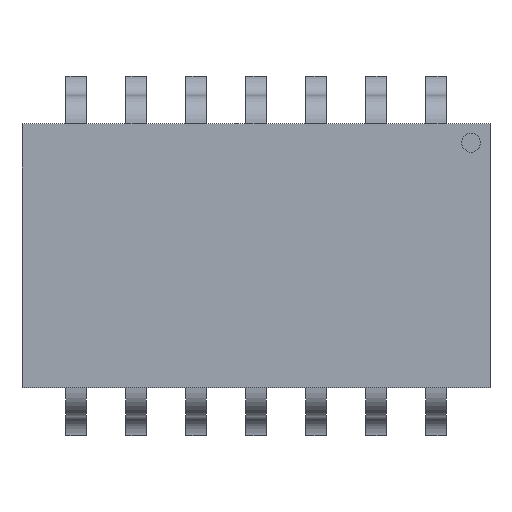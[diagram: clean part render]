
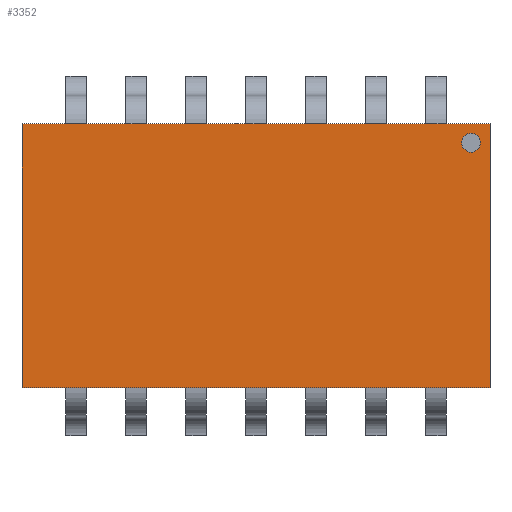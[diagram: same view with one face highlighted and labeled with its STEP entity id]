
A CAD part, top view. The second image highlights one B-rep face of the part: STEP entity #3352.
In plain terms, the highlighted free-form (B-spline) face has degree [3, 3] with [4, 4] control points.
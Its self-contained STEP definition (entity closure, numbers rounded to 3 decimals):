
#3352 = ADVANCED_FACE('',(#3353,#3387),#3398,.T.);
#3353 = FACE_BOUND('',#3354,.T.);
#3354 = EDGE_LOOP('',(#3355,#3365,#3373,#3381));
#3355 = ORIENTED_EDGE('',*,*,#3356,.F.);
#3356 = EDGE_CURVE('',#3357,#3359,#3361,.T.);
#3357 = VERTEX_POINT('',#3358);
#3358 = CARTESIAN_POINT('',(-4.955,-2.795,2.16));
#3359 = VERTEX_POINT('',#3360);
#3360 = CARTESIAN_POINT('',(-4.955,2.795,2.16));
#3361 = LINE('',#3362,#3363);
#3362 = CARTESIAN_POINT('',(-4.955,-2.795,2.16));
#3363 = VECTOR('',#3364,1.);
#3364 = DIRECTION('',(0.,1.,0.));
#3365 = ORIENTED_EDGE('',*,*,#3366,.F.);
#3366 = EDGE_CURVE('',#3367,#3357,#3369,.T.);
#3367 = VERTEX_POINT('',#3368);
#3368 = CARTESIAN_POINT('',(4.955,-2.795,2.16));
#3369 = LINE('',#3370,#3371);
#3370 = CARTESIAN_POINT('',(-4.955,-2.795,2.16));
#3371 = VECTOR('',#3372,1.);
#3372 = DIRECTION('',(-1.,-0.,-0.));
#3373 = ORIENTED_EDGE('',*,*,#3374,.F.);
#3374 = EDGE_CURVE('',#3375,#3367,#3377,.T.);
#3375 = VERTEX_POINT('',#3376);
#3376 = CARTESIAN_POINT('',(4.955,2.795,2.16));
#3377 = LINE('',#3378,#3379);
#3378 = CARTESIAN_POINT('',(4.955,2.795,2.16));
#3379 = VECTOR('',#3380,1.);
#3380 = DIRECTION('',(0.,-1.,0.));
#3381 = ORIENTED_EDGE('',*,*,#3382,.F.);
#3382 = EDGE_CURVE('',#3359,#3375,#3383,.T.);
#3383 = LINE('',#3384,#3385);
#3384 = CARTESIAN_POINT('',(-4.955,2.795,2.16));
#3385 = VECTOR('',#3386,1.);
#3386 = DIRECTION('',(1.,0.,0.));
#3387 = FACE_BOUND('',#3388,.T.);
#3388 = EDGE_LOOP('',(#3389));
#3389 = ORIENTED_EDGE('',*,*,#3390,.F.);
#3390 = EDGE_CURVE('',#3391,#3391,#3393,.T.);
#3391 = VERTEX_POINT('',#3392);
#3392 = CARTESIAN_POINT('',(4.755,2.395,2.16));
#3393 = CIRCLE('',#3394,0.2);
#3394 = AXIS2_PLACEMENT_3D('',#3395,#3396,#3397);
#3395 = CARTESIAN_POINT('',(4.555,2.395,2.16));
#3396 = DIRECTION('',(0.,0.,1.));
#3397 = DIRECTION('',(1.,0.,0.));
#3398 = B_SPLINE_SURFACE_WITH_KNOTS('',3,3,(
    (#3399,#3400,#3401,#3402)
    ,(#3403,#3404,#3405,#3406)
    ,(#3407,#3408,#3409,#3410)
    ,(#3411,#3412,#3413,#3414
    )),.UNSPECIFIED.,.F.,.F.,.F.,(4,4),(4,4),(-5.451,5.451),(-3.075,
    3.075),.PIECEWISE_BEZIER_KNOTS.);
#3399 = CARTESIAN_POINT('',(-5.451,-3.075,2.16));
#3400 = CARTESIAN_POINT('',(-5.451,-1.025,2.16));
#3401 = CARTESIAN_POINT('',(-5.451,1.025,2.16));
#3402 = CARTESIAN_POINT('',(-5.451,3.075,2.16));
#3403 = CARTESIAN_POINT('',(-1.817,-3.075,2.16));
#3404 = CARTESIAN_POINT('',(-1.817,-1.025,2.16));
#3405 = CARTESIAN_POINT('',(-1.817,1.025,2.16));
#3406 = CARTESIAN_POINT('',(-1.817,3.075,2.16));
#3407 = CARTESIAN_POINT('',(1.817,-3.075,2.16));
#3408 = CARTESIAN_POINT('',(1.817,-1.025,2.16));
#3409 = CARTESIAN_POINT('',(1.817,1.025,2.16));
#3410 = CARTESIAN_POINT('',(1.817,3.075,2.16));
#3411 = CARTESIAN_POINT('',(5.451,-3.075,2.16));
#3412 = CARTESIAN_POINT('',(5.451,-1.025,2.16));
#3413 = CARTESIAN_POINT('',(5.451,1.025,2.16));
#3414 = CARTESIAN_POINT('',(5.451,3.075,2.16));
